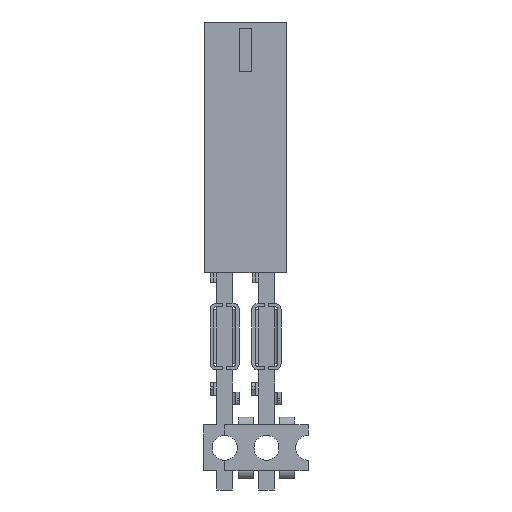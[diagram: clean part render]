
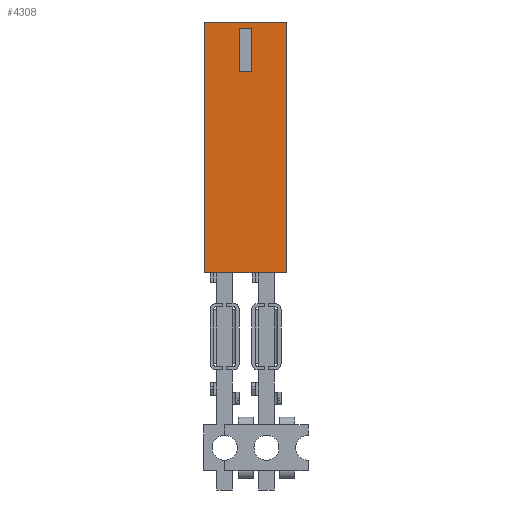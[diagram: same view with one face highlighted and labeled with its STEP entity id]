
A CAD part, front view. The second image highlights one B-rep face of the part: STEP entity #4308.
In plain terms, the highlighted planar face has unit normal (0, -1, 0).
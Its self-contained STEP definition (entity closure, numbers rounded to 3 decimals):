
#120=DIRECTION('',(1.,0.,0.));
#121=VECTOR('',#120,5.029);
#122=CARTESIAN_POINT('',(-2.515,-1.245,0.));
#123=LINE('',#122,#121);
#272=DIRECTION('',(0.,0.,-1.));
#273=VECTOR('',#272,2.642);
#274=CARTESIAN_POINT('',(-0.381,-1.245,-0.381));
#275=LINE('',#274,#273);
#276=DIRECTION('',(1.,0.,0.));
#277=VECTOR('',#276,0.762);
#278=CARTESIAN_POINT('',(-0.381,-1.245,-3.023));
#279=LINE('',#278,#277);
#280=DIRECTION('',(0.,0.,1.));
#281=VECTOR('',#280,2.642);
#282=CARTESIAN_POINT('',(0.381,-1.245,-3.023));
#283=LINE('',#282,#281);
#284=DIRECTION('',(-1.,0.,0.));
#285=VECTOR('',#284,0.762);
#286=CARTESIAN_POINT('',(0.381,-1.245,-0.381));
#287=LINE('',#286,#285);
#288=DIRECTION('',(-1.,0.,0.));
#289=VECTOR('',#288,0.203);
#290=CARTESIAN_POINT('',(-1.943,-1.245,-15.24));
#291=LINE('',#290,#289);
#292=DIRECTION('',(0.,0.,-1.));
#293=VECTOR('',#292,15.24);
#294=CARTESIAN_POINT('',(-2.515,-1.245,0.));
#295=LINE('',#294,#293);
#296=DIRECTION('',(-1.,0.,0.));
#297=VECTOR('',#296,0.203);
#298=CARTESIAN_POINT('',(0.597,-1.245,-15.24));
#299=LINE('',#298,#297);
#336=DIRECTION('',(1.,0.,0.));
#337=VECTOR('',#336,1.918);
#338=CARTESIAN_POINT('',(0.597,-1.245,-15.24));
#339=LINE('',#338,#337);
#352=DIRECTION('',(1.,0.,0.));
#353=VECTOR('',#352,0.368);
#354=CARTESIAN_POINT('',(-2.515,-1.245,-15.24));
#355=LINE('',#354,#353);
#398=DIRECTION('',(1.,0.,0.));
#399=VECTOR('',#398,2.337);
#400=CARTESIAN_POINT('',(-1.943,-1.245,-15.24));
#401=LINE('',#400,#399);
#2684=DIRECTION('',(0.,0.,-1.));
#2685=VECTOR('',#2684,15.24);
#2686=CARTESIAN_POINT('',(2.515,-1.245,0.));
#2687=LINE('',#2686,#2685);
#3076=CARTESIAN_POINT('',(-2.515,-1.245,0.));
#3077=CARTESIAN_POINT('',(2.515,-1.245,0.));
#3078=VERTEX_POINT('',#3076);
#3079=VERTEX_POINT('',#3077);
#3083=CARTESIAN_POINT('',(-2.515,-1.245,-15.24));
#3085=VERTEX_POINT('',#3083);
#3086=CARTESIAN_POINT('',(2.515,-1.245,-15.24));
#3088=VERTEX_POINT('',#3086);
#3130=CARTESIAN_POINT('',(-0.381,-1.245,-0.381));
#3131=CARTESIAN_POINT('',(-0.381,-1.245,-3.023));
#3132=VERTEX_POINT('',#3130);
#3133=VERTEX_POINT('',#3131);
#3134=CARTESIAN_POINT('',(0.381,-1.245,-3.023));
#3135=VERTEX_POINT('',#3134);
#3136=CARTESIAN_POINT('',(0.381,-1.245,-0.381));
#3137=VERTEX_POINT('',#3136);
#3473=CARTESIAN_POINT('',(-2.146,-1.245,-15.24));
#3475=VERTEX_POINT('',#3473);
#3593=CARTESIAN_POINT('',(-1.943,-1.245,-15.24));
#3595=VERTEX_POINT('',#3593);
#3685=CARTESIAN_POINT('',(0.597,-1.245,-15.24));
#3687=VERTEX_POINT('',#3685);
#3689=CARTESIAN_POINT('',(0.394,-1.245,-15.24));
#3691=VERTEX_POINT('',#3689);
#4277=CARTESIAN_POINT('',(-2.515,-1.245,0.));
#4278=DIRECTION('',(0.,-1.,0.));
#4279=DIRECTION('',(1.,0.,0.));
#4280=AXIS2_PLACEMENT_3D('',#4277,#4278,#4279);
#4281=PLANE('',#4280);
#4283=ORIENTED_EDGE('',*,*,#4282,.F.);
#4285=ORIENTED_EDGE('',*,*,#4284,.T.);
#4287=ORIENTED_EDGE('',*,*,#4286,.F.);
#4288=ORIENTED_EDGE('',*,*,#4266,.F.);
#4289=ORIENTED_EDGE('',*,*,#3971,.T.);
#4291=ORIENTED_EDGE('',*,*,#4290,.T.);
#4293=ORIENTED_EDGE('',*,*,#4292,.F.);
#4295=ORIENTED_EDGE('',*,*,#4294,.T.);
#4296=EDGE_LOOP('',(#4283,#4285,#4287,#4288,#4289,#4291,#4293,#4295));
#4297=FACE_OUTER_BOUND('',#4296,.F.);
#4299=ORIENTED_EDGE('',*,*,#4298,.T.);
#4301=ORIENTED_EDGE('',*,*,#4300,.T.);
#4303=ORIENTED_EDGE('',*,*,#4302,.T.);
#4305=ORIENTED_EDGE('',*,*,#4304,.T.);
#4306=EDGE_LOOP('',(#4299,#4301,#4303,#4305));
#4307=FACE_BOUND('',#4306,.F.);
#4308=ADVANCED_FACE('',(#4297,#4307),#4281,.T.);
#3971=EDGE_CURVE('',#3078,#3079,#123,.T.);
#4266=EDGE_CURVE('',#3078,#3085,#295,.T.);
#4282=EDGE_CURVE('',#3595,#3691,#401,.T.);
#4284=EDGE_CURVE('',#3595,#3475,#291,.T.);
#4286=EDGE_CURVE('',#3085,#3475,#355,.T.);
#4290=EDGE_CURVE('',#3079,#3088,#2687,.T.);
#4292=EDGE_CURVE('',#3687,#3088,#339,.T.);
#4294=EDGE_CURVE('',#3687,#3691,#299,.T.);
#4298=EDGE_CURVE('',#3132,#3133,#275,.T.);
#4300=EDGE_CURVE('',#3133,#3135,#279,.T.);
#4302=EDGE_CURVE('',#3135,#3137,#283,.T.);
#4304=EDGE_CURVE('',#3137,#3132,#287,.T.);
